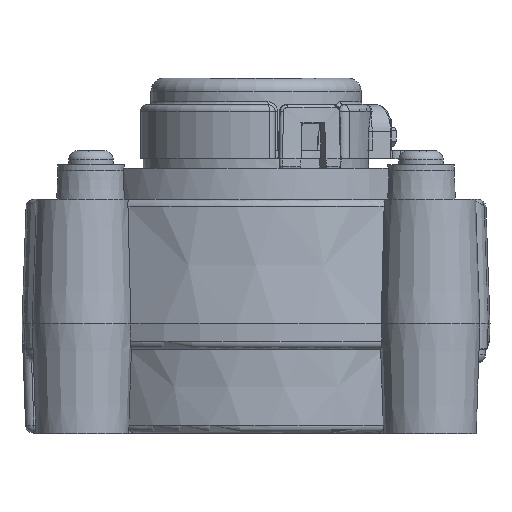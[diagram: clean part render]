
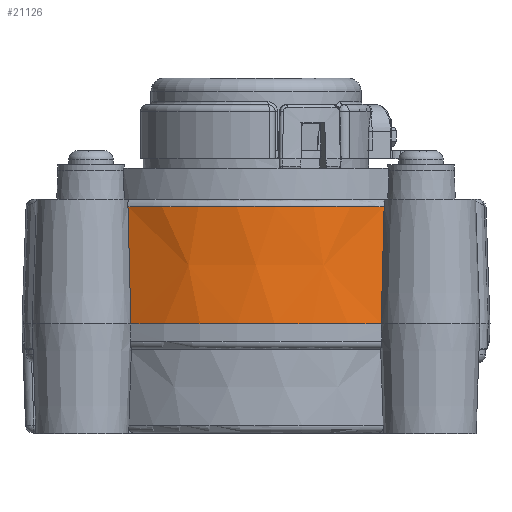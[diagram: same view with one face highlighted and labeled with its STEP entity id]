
A CAD part, front view. The second image highlights one B-rep face of the part: STEP entity #21126.
In plain terms, the highlighted conical face has half-angle 2 degrees and reference radius 22.225 mm.
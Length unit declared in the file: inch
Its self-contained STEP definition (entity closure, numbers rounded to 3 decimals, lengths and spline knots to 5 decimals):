
#63=CONICAL_SURFACE('',#22699,0.875,0.035);
#931=CIRCLE('',#22602,0.875);
#979=CIRCLE('',#22700,0.85972);
#2406=FACE_OUTER_BOUND('',#3543,.T.);
#3543=EDGE_LOOP('',(#16855,#16856,#16857,#16858));
#7932=B_SPLINE_CURVE_WITH_KNOTS('',3,(#37958,#37959,#37960,#37961),
 .UNSPECIFIED.,.F.,.F.,(4,4),(-2.13371,-1.11807),
 .UNSPECIFIED.);
#7933=B_SPLINE_CURVE_WITH_KNOTS('',3,(#37962,#37963,#37964,#37965),
 .UNSPECIFIED.,.F.,.F.,(4,4),(1.04836,2.06401),
 .UNSPECIFIED.);
#9363=VERTEX_POINT('',#37034);
#9364=VERTEX_POINT('',#37035);
#9425=VERTEX_POINT('',#37955);
#9426=VERTEX_POINT('',#37956);
#11931=EDGE_CURVE('',#9363,#9364,#931,.T.);
#12045=EDGE_CURVE('',#9425,#9426,#979,.T.);
#12046=EDGE_CURVE('',#9364,#9425,#7932,.T.);
#12047=EDGE_CURVE('',#9363,#9426,#7933,.T.);
#16855=ORIENTED_EDGE('',*,*,#12045,.F.);
#16856=ORIENTED_EDGE('',*,*,#12046,.F.);
#16857=ORIENTED_EDGE('',*,*,#11931,.F.);
#16858=ORIENTED_EDGE('',*,*,#12047,.T.);
#21126=ADVANCED_FACE('',(#2406),#63,.T.);
#22602=AXIS2_PLACEMENT_3D('',#37036,#26187,#26188);
#22699=AXIS2_PLACEMENT_3D('',#37954,#26414,#26415);
#22700=AXIS2_PLACEMENT_3D('',#37957,#26416,#26417);
#26187=DIRECTION('center_axis',(0.,0.,-1.));
#26188=DIRECTION('ref_axis',(1.,0.,0.));
#26414=DIRECTION('center_axis',(0.,0.,-1.));
#26415=DIRECTION('ref_axis',(1.,0.,0.));
#26416=DIRECTION('center_axis',(0.,0.,1.));
#26417=DIRECTION('ref_axis',(1.,0.,0.));
#37034=CARTESIAN_POINT('',(0.46784,-0.73943,0.));
#37035=CARTESIAN_POINT('',(-0.46784,-0.73943,0.));
#37036=CARTESIAN_POINT('Origin',(0.,0.,0.));
#37954=CARTESIAN_POINT('Origin',(0.,0.,0.));
#37955=CARTESIAN_POINT('',(-0.47883,-0.71403,0.43756));
#37956=CARTESIAN_POINT('',(0.47883,-0.71403,0.43756));
#37957=CARTESIAN_POINT('Origin',(0.,0.,0.43756));
#37958=CARTESIAN_POINT('Ctrl Pts',(-0.46784,-0.73943,
0.));
#37959=CARTESIAN_POINT('Ctrl Pts',(-0.47108,-0.73139,
0.1448));
#37960=CARTESIAN_POINT('Ctrl Pts',(-0.47472,-0.72289,
0.29247));
#37961=CARTESIAN_POINT('Ctrl Pts',(-0.47883,-0.71403,
0.43756));
#37962=CARTESIAN_POINT('Ctrl Pts',(0.46784,-0.73943,
0.));
#37963=CARTESIAN_POINT('Ctrl Pts',(0.47108,-0.73139,
0.1448));
#37964=CARTESIAN_POINT('Ctrl Pts',(0.47472,-0.72289,
0.29247));
#37965=CARTESIAN_POINT('Ctrl Pts',(0.47883,-0.71403,
0.43756));
